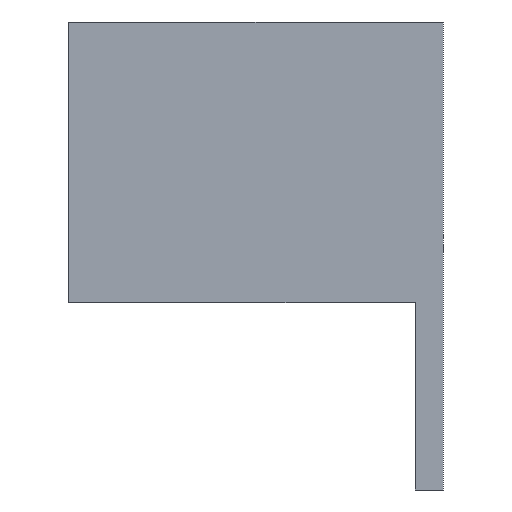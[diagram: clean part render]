
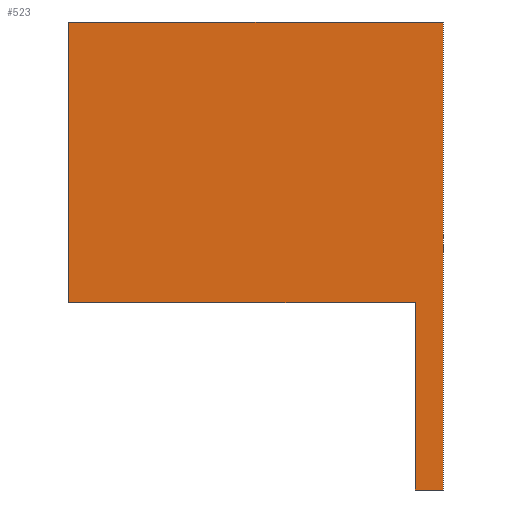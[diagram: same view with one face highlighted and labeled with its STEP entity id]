
A CAD part, front view. The second image highlights one B-rep face of the part: STEP entity #523.
In plain terms, the highlighted planar face has unit normal (0, -1, 0).
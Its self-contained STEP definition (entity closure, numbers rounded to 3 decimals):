
#380=CARTESIAN_POINT('',(0.,0.,0.));
#381=VERTEX_POINT('',#380);
#388=CARTESIAN_POINT('',(0.,0.,30.));
#389=VERTEX_POINT('',#388);
#390=CARTESIAN_POINT('',(0.,0.,30.));
#391=DIRECTION('',(0.,0.,-1.));
#392=VECTOR('',#391,30.);
#393=LINE('',#390,#392);
#394=EDGE_CURVE('',#389,#381,#393,.T.);
#426=CARTESIAN_POINT('',(37.,0.,0.));
#427=VERTEX_POINT('',#426);
#434=CARTESIAN_POINT('',(0.,0.,0.));
#435=DIRECTION('',(1.,0.,-0.));
#436=VECTOR('',#435,37.);
#437=LINE('',#434,#436);
#438=EDGE_CURVE('',#381,#427,#437,.T.);
#449=CARTESIAN_POINT('',(40.,0.,30.));
#450=VERTEX_POINT('',#449);
#451=CARTESIAN_POINT('',(0.,0.,30.));
#452=DIRECTION('',(1.,0.,-0.));
#453=VECTOR('',#452,40.);
#454=LINE('',#451,#453);
#455=EDGE_CURVE('',#389,#450,#454,.T.);
#491=CARTESIAN_POINT('',(17.5,0.,30.));
#492=DIRECTION('',(0.,1.,0.));
#493=DIRECTION('',(0.,0.,1.));
#494=AXIS2_PLACEMENT_3D('',#491,#492,#493);
#495=PLANE('',#494);
#496=ORIENTED_EDGE('',*,*,#438,.T.);
#497=CARTESIAN_POINT('',(37.,0.,-20.));
#498=VERTEX_POINT('',#497);
#499=CARTESIAN_POINT('',(37.,0.,-20.));
#500=DIRECTION('',(0.,0.,1.));
#501=VECTOR('',#500,20.);
#502=LINE('',#499,#501);
#503=EDGE_CURVE('',#498,#427,#502,.T.);
#504=ORIENTED_EDGE('',*,*,#503,.F.);
#505=CARTESIAN_POINT('',(40.,0.,-20.));
#506=VERTEX_POINT('',#505);
#507=CARTESIAN_POINT('',(37.,0.,-20.));
#508=DIRECTION('',(1.,0.,-0.));
#509=VECTOR('',#508,3.);
#510=LINE('',#507,#509);
#511=EDGE_CURVE('',#498,#506,#510,.T.);
#512=ORIENTED_EDGE('',*,*,#511,.T.);
#513=CARTESIAN_POINT('',(40.,0.,30.));
#514=DIRECTION('',(0.,0.,-1.));
#515=VECTOR('',#514,50.);
#516=LINE('',#513,#515);
#517=EDGE_CURVE('',#450,#506,#516,.T.);
#518=ORIENTED_EDGE('',*,*,#517,.F.);
#519=ORIENTED_EDGE('',*,*,#455,.F.);
#520=ORIENTED_EDGE('',*,*,#394,.T.);
#521=EDGE_LOOP('',(#496,#504,#512,#518,#519,#520));
#522=FACE_BOUND('',#521,.T.);
#523=ADVANCED_FACE('',(#522),#495,.F.);
